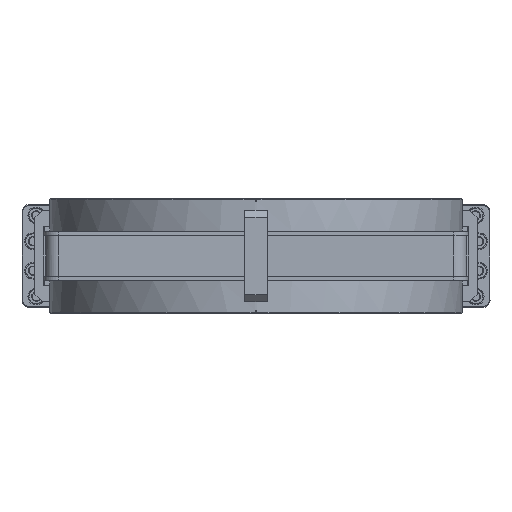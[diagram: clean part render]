
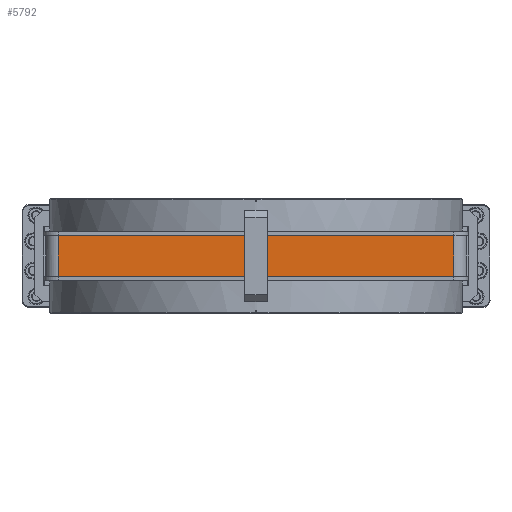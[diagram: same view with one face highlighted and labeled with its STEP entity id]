
A CAD part, front view. The second image highlights one B-rep face of the part: STEP entity #5792.
In plain terms, the highlighted planar face has unit normal (0, -1, 0).
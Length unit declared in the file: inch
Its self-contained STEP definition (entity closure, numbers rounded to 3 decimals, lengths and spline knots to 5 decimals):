
#3337 = DIRECTION ( 'NONE',  ( -1., 0., 0. ) ) ;
#4508 = CARTESIAN_POINT ( 'NONE',  ( 6.703, -6.885, -0.692 ) ) ;
#5792 = ADVANCED_FACE ( 'NONE', ( #44100 ), #42943, .F. ) ;
#9178 = DIRECTION ( 'NONE',  ( 0., 0., -1. ) ) ;
#10389 = ORIENTED_EDGE ( 'NONE', *, *, #63423, .F. ) ;
#18687 = EDGE_CURVE ( 'NONE', #49076, #73342, #41172, .T. ) ;
#21302 = VERTEX_POINT ( 'NONE', #22571 ) ;
#22157 = ORIENTED_EDGE ( 'NONE', *, *, #28225, .F. ) ;
#22240 = CARTESIAN_POINT ( 'NONE',  ( -6.703, -6.885, 0.692 ) ) ;
#22571 = CARTESIAN_POINT ( 'NONE',  ( 6.703, -6.885, 0.692 ) ) ;
#24421 = ORIENTED_EDGE ( 'NONE', *, *, #18687, .F. ) ;
#28225 = EDGE_CURVE ( 'NONE', #73342, #35695, #34456, .T. ) ;
#31723 = CARTESIAN_POINT ( 'NONE',  ( 0., -6.885, -0.692 ) ) ;
#34456 = LINE ( 'NONE', #61064, #75496 ) ;
#35695 = VERTEX_POINT ( 'NONE', #22240 ) ;
#41172 = LINE ( 'NONE', #31723, #107638 ) ;
#42943 = PLANE ( 'NONE',  #67805 ) ;
#44100 = FACE_OUTER_BOUND ( 'NONE', #47444, .T. ) ;
#45538 = EDGE_CURVE ( 'NONE', #35695, #21302, #65740, .T. ) ;
#47444 = EDGE_LOOP ( 'NONE', ( #70198, #22157, #24421, #10389 ) ) ;
#49076 = VERTEX_POINT ( 'NONE', #4508 ) ;
#61064 = CARTESIAN_POINT ( 'NONE',  ( -6.703, -6.885, -0.692 ) ) ;
#61649 = DIRECTION ( 'NONE',  ( 0., 0., 1. ) ) ;
#62704 = VECTOR ( 'NONE', #9178, 39.37008 ) ;
#63423 = EDGE_CURVE ( 'NONE', #21302, #49076, #105113, .T. ) ;
#65740 = LINE ( 'NONE', #101888, #66765 ) ;
#66765 = VECTOR ( 'NONE', #111351, 39.37008 ) ;
#67805 = AXIS2_PLACEMENT_3D ( 'NONE', #79029, #68982, #116315 ) ;
#68982 = DIRECTION ( 'NONE',  ( 0., 1., 0. ) ) ;
#69233 = CARTESIAN_POINT ( 'NONE',  ( -6.703, -6.885, -0.692 ) ) ;
#70198 = ORIENTED_EDGE ( 'NONE', *, *, #45538, .F. ) ;
#73047 = CARTESIAN_POINT ( 'NONE',  ( 6.703, -6.885, -0.692 ) ) ;
#73342 = VERTEX_POINT ( 'NONE', #69233 ) ;
#75496 = VECTOR ( 'NONE', #61649, 39.37008 ) ;
#79029 = CARTESIAN_POINT ( 'NONE',  ( 6.703, -6.885, -0.692 ) ) ;
#101888 = CARTESIAN_POINT ( 'NONE',  ( 6.703, -6.885, 0.692 ) ) ;
#105113 = LINE ( 'NONE', #73047, #62704 ) ;
#107638 = VECTOR ( 'NONE', #3337, 39.37008 ) ;
#111351 = DIRECTION ( 'NONE',  ( 1., 0., 0. ) ) ;
#116315 = DIRECTION ( 'NONE',  ( 0., 0., 1. ) ) ;
